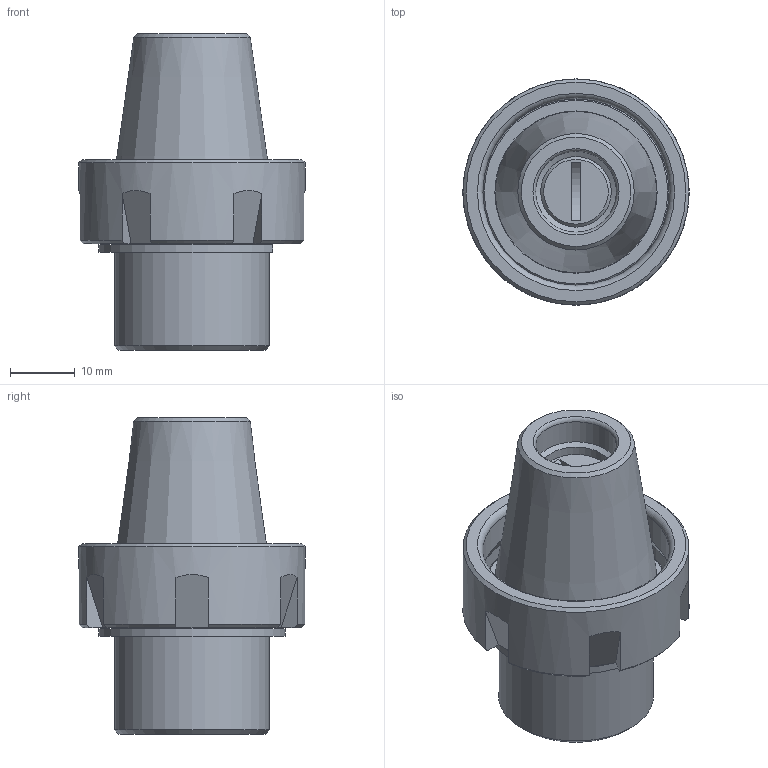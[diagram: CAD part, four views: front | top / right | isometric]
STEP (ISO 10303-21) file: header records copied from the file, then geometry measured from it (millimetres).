
FILE_DESCRIPTION(/* description */ (''),/* implementation_level */ '2;1');
FILE_NAME(/* name */ '716125200.stp',/* time_stamp */ '2021-01-27T12:42:00',/* author */ ('LRA'),/* organization */ ('REGO-FIX'),/* preprocessor_version */ ' Unknown',/* originating_system */ 'SIEMENS PLM Software Solid Edge ST10',/* authorization */ 'Unknown');
FILE_SCHEMA (('AUTOMOTIVE_DESIGN { 1 0 10303 214 2 1 1}'));
Length unit declared in the file: millimetre
Products named in the file (1): NOCUT
Bounding box: 35 x 35 x 49 mm (x, y, z)
Volume: 17160.7 mm3; surface area: 10272.3 mm2
Topology: 1 solids, 1 shells, 81 faces, 183 edges, 116 vertices
Faces by surface type: plane 37, cone 21, cylinder 17, torus 6
Full cylindrical faces by diameter (mm): 10 x1, 10.917 x2, 12.5 x1, 13.5 x1, 22.4 x1, 24 x2, 24.3 x1, 24.4 x1, 28.8 x1, 28.917 x1, 30.4 x1, 35 x1
Entity records: 2636 total; most frequent: DIRECTION 392, CARTESIAN_POINT 333, ORIENTED_EDGE 280, AXIS2_PLACEMENT_3D 167, EDGE_CURVE 140, EDGE_LOOP 128, FACE_BOUND 128, VERTEX_POINT 108
